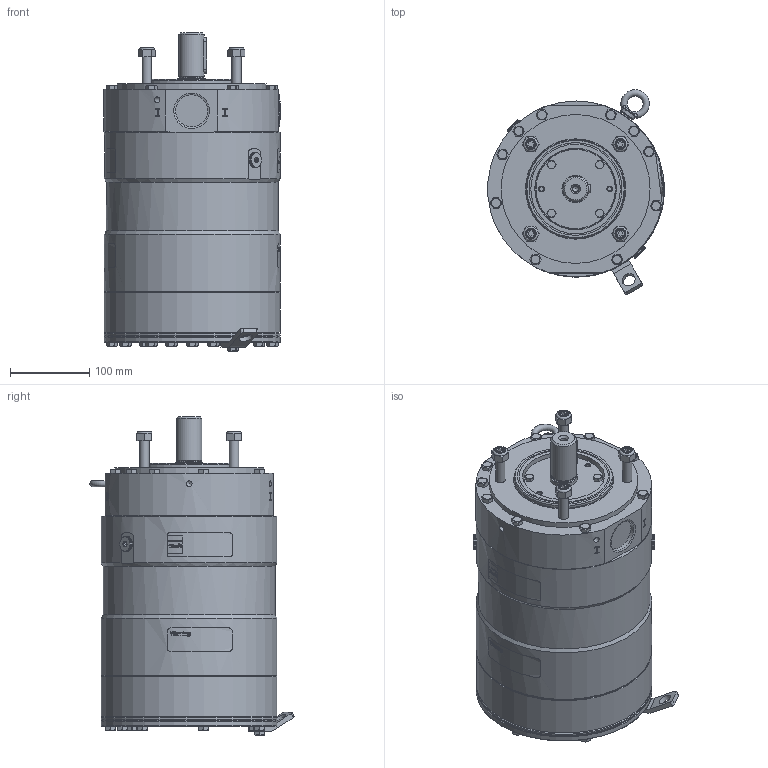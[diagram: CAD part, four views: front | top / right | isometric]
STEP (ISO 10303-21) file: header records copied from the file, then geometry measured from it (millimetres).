
FILE_DESCRIPTION(/* description */ (''),/* implementation_level */ '2;1');
FILE_NAME(/* name */ '180B3211_A.stp',/* time_stamp */ '2013-10-23T12:31:30+02:00',/* author */ (''),/* organization */ (''),/* preprocessor_version */ 'ST-DEVELOPER v11',/* originating_system */ 'SIEMENS PLM Software NX 7.5',/* authorisation */ '');
FILE_SCHEMA (('CONFIG_CONTROL_DESIGN'));
Length unit declared in the file: millimetre
Products named in the file (1): f3420EED42dy
Bounding box: 223.06 x 257.68 x 402.05 mm (x, y, z)
Volume: 12523009.5 mm3; surface area: 358997.9 mm2
Topology: 9 solids, 9 shells, 1180 faces, 3071 edges, 2007 vertices
Faces by surface type: plane 553, cylinder 263, extrusion 187, cone 139, torus 28, bspline 10
Full cylindrical faces by diameter (mm): 5.188 x2, 5.2 x2, 6.2 x2, 6.985 x1, 7.188 x2, 8.4 x1, 10.579 x8, 11 x1, 11.794 x4, 12.2 x1, 12.6 x4, 17 x1, 19 x6, 20 x1, 31 x1, 31.99 x2, 32.3 x1, 34.5 x1, 40.5 x2, 48 x1, 100 x3, 103 x1, 125 x1, 188 x1, 217 x1, 221 x2, 222 x5
Entity records: 43110 total; most frequent: CARTESIAN_POINT 16092, ORIENTED_EDGE 5666, DIRECTION 5004, EDGE_CURVE 2833, VERTEX_POINT 1927, AXIS2_PLACEMENT_3D 1786, EDGE_LOOP 1435, VECTOR 1432
